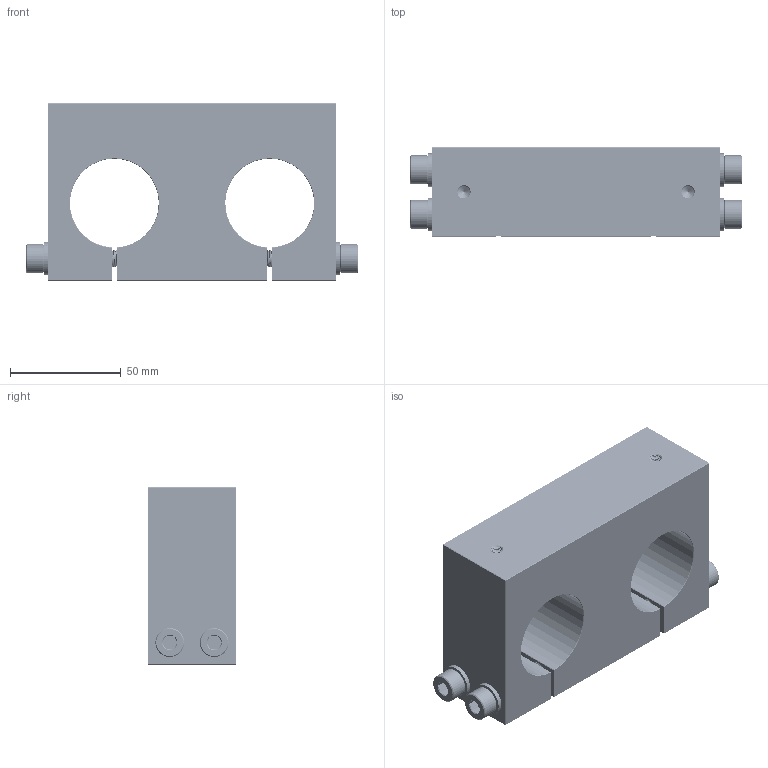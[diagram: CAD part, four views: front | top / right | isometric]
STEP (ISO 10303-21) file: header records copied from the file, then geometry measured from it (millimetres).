
FILE_DESCRIPTION(/* description */ (''),/* implementation_level */ '2;1');
FILE_NAME(/* name */ '5c8e3c86-f750-4bcb-b5e0-1a742d21b3ec.stp',/* time_stamp */ '2024-10-08T18:47:54Z',/* author */ (''),/* organization */ (''),/* preprocessor_version */ 'ST-DEVELOPER v20',/* originating_system */ 'Autodesk Translation Framework v13.20.0.188',/* authorisation */ '');
FILE_SCHEMA (('AUTOMOTIVE_DESIGN { 1 0 10303 214 3 1 1 }'));
Products named in the file (4): SD 01_013; SD 01.013_body_part; Washer_8; Socket_head_screw_M8
Assembly tree (9 placements, depth 2):
  SD 01_013
    Washer_8  x4
    Socket_head_screw_M8  x4
    SD 01.013_body_part
Bounding box: 149.6 x 40 x 80 mm (x, y, z)
Volume: 314068.2 mm3; surface area: 63261.4 mm2
Topology: 9 solids, 9 shells, 1108 faces, 3100 edges, 2018 vertices
Faces by surface type: cylinder 892, plane 132, cone 56, bspline 28
Full cylindrical faces by diameter (mm): 5.283 x26, 6.12 x12, 6.701 x108, 7.234 x128, 8 x112, 8.128 x76, 8.4 x4, 13 x4, 15 x4
Entity records: 69482 total; most frequent: CARTESIAN_POINT 50144, ORIENTED_EDGE 4826, DIRECTION 2755, EDGE_CURVE 2413, VERTEX_POINT 1577, B_SPLINE_CURVE_WITH_KNOTS 1443, AXIS2_PLACEMENT_3D 954, EDGE_LOOP 868
